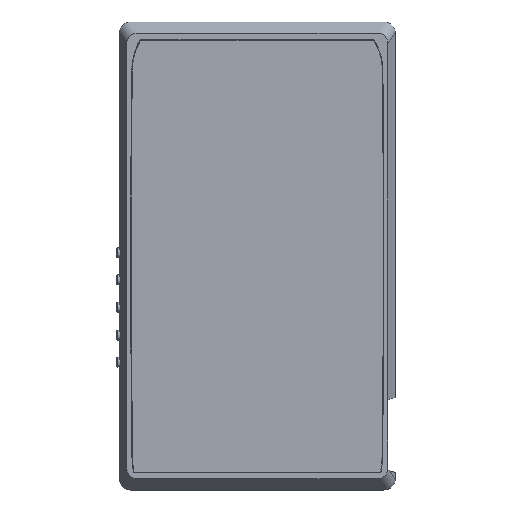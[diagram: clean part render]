
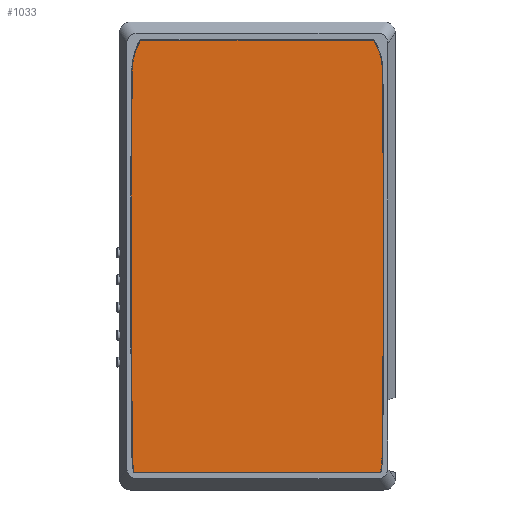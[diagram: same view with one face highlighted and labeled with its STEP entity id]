
A CAD part, top view. The second image highlights one B-rep face of the part: STEP entity #1033.
In plain terms, the highlighted planar face has unit normal (0, 0, 1).
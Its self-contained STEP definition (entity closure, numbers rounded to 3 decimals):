
#458=DIRECTION('',(1.,0.,0.));
#459=VECTOR('',#458,66.12);
#460=CARTESIAN_POINT('',(-33.06,-55.123,0.6));
#461=LINE('',#460,#459);
#465=CARTESIAN_POINT('',(-10.592,-50.649,0.6));
#466=DIRECTION('',(0.,0.,1.));
#467=DIRECTION('',(-1.,-0.024,0.));
#468=AXIS2_PLACEMENT_3D('',#465,#466,#467);
#473=CARTESIAN_POINT('',(4039.663,4.078,0.6));
#474=DIRECTION('',(0.,0.,1.));
#475=DIRECTION('',(-1.,0.012,0.));
#476=AXIS2_PLACEMENT_3D('',#473,#474,#475);
#481=CARTESIAN_POINT('',(-15.442,52.364,0.6));
#482=DIRECTION('',(0.,0.,1.));
#483=DIRECTION('',(-0.973,0.232,0.));
#484=AXIS2_PLACEMENT_3D('',#481,#482,#483);
#489=CARTESIAN_POINT('',(-15.147,51.716,0.6));
#490=DIRECTION('',(0.,0.,1.));
#491=DIRECTION('',(-0.867,0.498,0.));
#492=AXIS2_PLACEMENT_3D('',#489,#490,#491);
#497=DIRECTION('',(1.,0.,0.));
#498=VECTOR('',#497,62.522);
#499=CARTESIAN_POINT('',(-31.261,60.977,0.6));
#500=LINE('',#499,#498);
#504=CARTESIAN_POINT('',(15.147,51.716,0.6));
#505=DIRECTION('',(0.,0.,1.));
#506=DIRECTION('',(0.965,0.261,0.));
#507=AXIS2_PLACEMENT_3D('',#504,#505,#506);
#512=CARTESIAN_POINT('',(15.442,52.364,0.6));
#513=DIRECTION('',(0.,0.,1.));
#514=DIRECTION('',(1.,0.012,0.));
#515=AXIS2_PLACEMENT_3D('',#512,#513,#514);
#520=CARTESIAN_POINT('',(-4039.663,4.078,0.6));
#521=DIRECTION('',(0.,0.,1.));
#522=DIRECTION('',(1.,-0.014,0.));
#523=AXIS2_PLACEMENT_3D('',#520,#521,#522);
#528=CARTESIAN_POINT('',(10.592,-50.649,0.6));
#529=DIRECTION('',(0.,0.,1.));
#530=DIRECTION('',(0.981,-0.195,0.));
#531=AXIS2_PLACEMENT_3D('',#528,#529,#530);
#548=CARTESIAN_POINT('',(-33.581,52.577,0.6));
#549=CARTESIAN_POINT('',(-33.495,-51.194,0.6));
#550=VERTEX_POINT('',#548);
#551=VERTEX_POINT('',#549);
#552=CARTESIAN_POINT('',(-33.089,56.566,0.6));
#553=VERTEX_POINT('',#552);
#554=CARTESIAN_POINT('',(33.581,52.577,0.6));
#555=CARTESIAN_POINT('',(33.089,56.566,0.6));
#556=VERTEX_POINT('',#554);
#557=VERTEX_POINT('',#555);
#558=CARTESIAN_POINT('',(33.495,-51.194,0.6));
#559=VERTEX_POINT('',#558);
#616=CARTESIAN_POINT('',(-33.06,-55.123,0.6));
#617=CARTESIAN_POINT('',(33.06,-55.123,0.6));
#618=VERTEX_POINT('',#616);
#619=VERTEX_POINT('',#617);
#620=CARTESIAN_POINT('',(-31.261,60.977,0.6));
#621=CARTESIAN_POINT('',(31.261,60.977,0.6));
#622=VERTEX_POINT('',#620);
#623=VERTEX_POINT('',#621);
#1016=CARTESIAN_POINT('',(0.,0.,0.6));
#1017=DIRECTION('',(0.,0.,-1.));
#1018=DIRECTION('',(1.,0.,0.));
#1019=AXIS2_PLACEMENT_3D('',#1016,#1017,#1018);
#1020=PLANE('',#1019);
#1021=ORIENTED_EDGE('',*,*,#884,.F.);
#1022=ORIENTED_EDGE('',*,*,#900,.F.);
#1023=ORIENTED_EDGE('',*,*,#913,.F.);
#1024=ORIENTED_EDGE('',*,*,#927,.F.);
#1025=ORIENTED_EDGE('',*,*,#940,.F.);
#1026=ORIENTED_EDGE('',*,*,#955,.T.);
#1027=ORIENTED_EDGE('',*,*,#970,.F.);
#1028=ORIENTED_EDGE('',*,*,#983,.F.);
#1029=ORIENTED_EDGE('',*,*,#997,.F.);
#1030=ORIENTED_EDGE('',*,*,#1009,.F.);
#1031=EDGE_LOOP('',(#1021,#1022,#1023,#1024,#1025,#1026,#1027,#1028,#1029,
#1030));
#1032=FACE_OUTER_BOUND('',#1031,.F.);
#1033=ADVANCED_FACE('',(#1032),#1020,.F.);
#469=CIRCLE('',#468,22.909);
#477=CIRCLE('',#476,4073.533);
#485=CIRCLE('',#484,18.14);
#493=CIRCLE('',#492,18.586);
#508=CIRCLE('',#507,18.586);
#516=CIRCLE('',#515,18.14);
#524=CIRCLE('',#523,4073.533);
#532=CIRCLE('',#531,22.909);
#884=EDGE_CURVE('',#618,#619,#461,.T.);
#900=EDGE_CURVE('',#551,#618,#469,.T.);
#913=EDGE_CURVE('',#550,#551,#477,.T.);
#927=EDGE_CURVE('',#553,#550,#485,.T.);
#940=EDGE_CURVE('',#622,#553,#493,.T.);
#955=EDGE_CURVE('',#622,#623,#500,.T.);
#970=EDGE_CURVE('',#557,#623,#508,.T.);
#983=EDGE_CURVE('',#556,#557,#516,.T.);
#997=EDGE_CURVE('',#559,#556,#524,.T.);
#1009=EDGE_CURVE('',#619,#559,#532,.T.);
